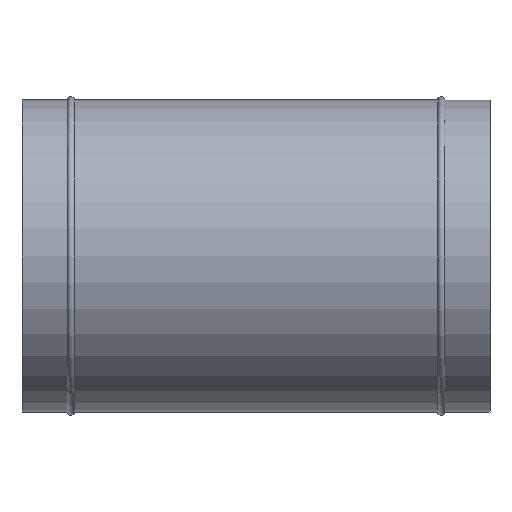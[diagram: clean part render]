
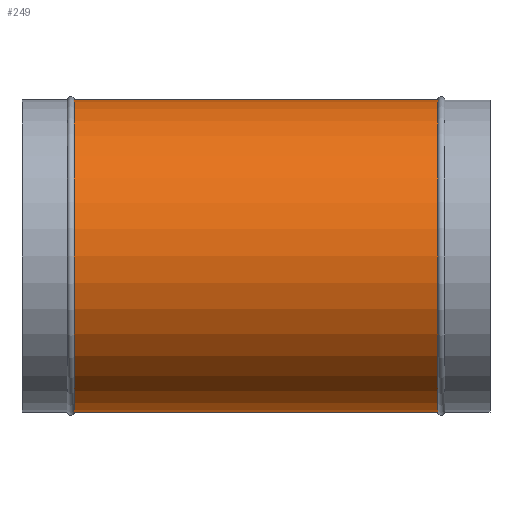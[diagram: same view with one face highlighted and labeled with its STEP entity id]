
A CAD part, front view. The second image highlights one B-rep face of the part: STEP entity #249.
In plain terms, the highlighted cylindrical face has radius 125 mm (diameter 250 mm), a partial arc.
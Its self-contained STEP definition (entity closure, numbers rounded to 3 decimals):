
#117 = EDGE_CURVE ( 'NONE', #1575, #481, #816, .T. ) ;
#195 = EDGE_CURVE ( 'NONE', #468, #489, #978, .T. ) ;
#249 = ADVANCED_FACE ( 'NONE', ( #1025 ), #1024, .T. ) ;
#250 = EDGE_LOOP ( 'NONE', ( #251, #252, #254, #255 ) ) ;
#251 = ORIENTED_EDGE ( 'NONE', *, *, #195, .F. ) ;
#252 = ORIENTED_EDGE ( 'NONE', *, *, #253, .T. ) ;
#253 = EDGE_CURVE ( 'NONE', #468, #1575, #1072, .T. ) ;
#254 = ORIENTED_EDGE ( 'NONE', *, *, #117, .T. ) ;
#255 = ORIENTED_EDGE ( 'NONE', *, *, #256, .F. ) ;
#256 = EDGE_CURVE ( 'NONE', #489, #481, #1064, .T. ) ;
#468 = VERTEX_POINT ( 'NONE', #1422 ) ;
#481 = VERTEX_POINT ( 'NONE', #1451 ) ;
#489 = VERTEX_POINT ( 'NONE', #1430 ) ;
#813 = DIRECTION ( 'NONE',  ( 1., 0., 0. ) ) ;
#814 = VECTOR ( 'NONE', #813, 1000. ) ;
#815 = CARTESIAN_POINT ( 'NONE',  ( 0., 0., -125. ) ) ;
#816 = LINE ( 'NONE', #815, #814 ) ;
#975 = DIRECTION ( 'NONE',  ( 1., 0., 0. ) ) ;
#976 = VECTOR ( 'NONE', #975, 1000. ) ;
#977 = CARTESIAN_POINT ( 'NONE',  ( 0., 0., 125. ) ) ;
#978 = LINE ( 'NONE', #977, #976 ) ;
#1024 = CYLINDRICAL_SURFACE ( 'NONE', #1073, 125. ) ;
#1025 = FACE_OUTER_BOUND ( 'NONE', #250, .T. ) ;
#1060 = DIRECTION ( 'NONE',  ( 0., 0., -1. ) ) ;
#1061 = DIRECTION ( 'NONE',  ( 1., 0., 0. ) ) ;
#1062 = CARTESIAN_POINT ( 'NONE',  ( 145.5, 0., 0. ) ) ;
#1063 = AXIS2_PLACEMENT_3D ( 'NONE', #1062, #1061, #1060 ) ;
#1064 = CIRCLE ( 'NONE', #1063, 125. ) ;
#1065 = DIRECTION ( 'NONE',  ( 0., 0., -1. ) ) ;
#1066 = DIRECTION ( 'NONE',  ( 1., 0., 0. ) ) ;
#1067 = CARTESIAN_POINT ( 'NONE',  ( -145.5, 0., 0. ) ) ;
#1068 = AXIS2_PLACEMENT_3D ( 'NONE', #1067, #1066, #1065 ) ;
#1069 = DIRECTION ( 'NONE',  ( 0., 0., -1. ) ) ;
#1070 = DIRECTION ( 'NONE',  ( 1., 0., 0. ) ) ;
#1071 = CARTESIAN_POINT ( 'NONE',  ( 0., 0., 0. ) ) ;
#1072 = CIRCLE ( 'NONE', #1068, 125. ) ;
#1073 = AXIS2_PLACEMENT_3D ( 'NONE', #1071, #1070, #1069 ) ;
#1422 = CARTESIAN_POINT ( 'NONE',  ( -145.5, 0., 125. ) ) ;
#1430 = CARTESIAN_POINT ( 'NONE',  ( 145.5, 0., 125. ) ) ;
#1451 = CARTESIAN_POINT ( 'NONE',  ( 145.5, 0., -125. ) ) ;
#1458 = CARTESIAN_POINT ( 'NONE',  ( -145.5, 0., -125. ) ) ;
#1575 = VERTEX_POINT ( 'NONE', #1458 ) ;
